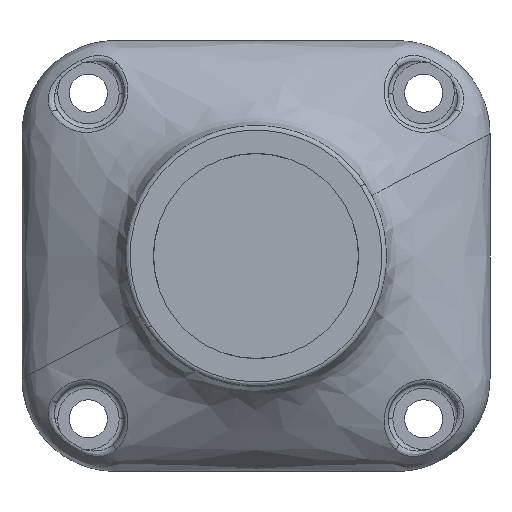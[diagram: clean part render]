
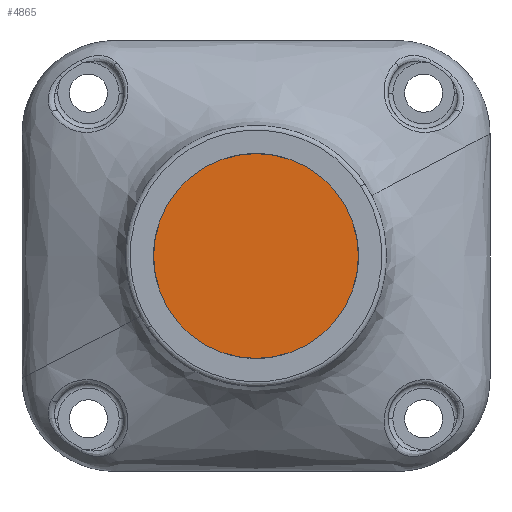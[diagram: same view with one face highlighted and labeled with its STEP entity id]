
A CAD part, front view. The second image highlights one B-rep face of the part: STEP entity #4865.
In plain terms, the highlighted planar face has unit normal (0, -1, 0).
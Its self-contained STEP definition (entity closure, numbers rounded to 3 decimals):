
#203 = DIRECTION ( 'NONE',  ( -1., 0., 0. ) ) ;
#981 = EDGE_LOOP ( 'NONE', ( #3944, #4473 ) ) ;
#1058 = CARTESIAN_POINT ( 'NONE',  ( 18.805, -37.038, 80.026 ) ) ;
#1082 = FACE_OUTER_BOUND ( 'NONE', #981, .T. ) ;
#1545 = PLANE ( 'NONE',  #5144 ) ;
#1580 = VERTEX_POINT ( 'NONE', #5436 ) ;
#1694 = AXIS2_PLACEMENT_3D ( 'NONE', #3187, #6019, #4236 ) ;
#2382 = CARTESIAN_POINT ( 'NONE',  ( 18.805, -37.038, 69.026 ) ) ;
#2409 = EDGE_CURVE ( 'NONE', #4301, #1580, #2651, .T. ) ;
#2651 = CIRCLE ( 'NONE', #5019, 11. ) ;
#3033 = DIRECTION ( 'NONE',  ( 0., -1., 0. ) ) ;
#3187 = CARTESIAN_POINT ( 'NONE',  ( 18.805, -37.038, 69.026 ) ) ;
#3405 = DIRECTION ( 'NONE',  ( 0., 1., 0. ) ) ;
#3503 = EDGE_CURVE ( 'NONE', #1580, #4301, #4364, .T. ) ;
#3944 = ORIENTED_EDGE ( 'NONE', *, *, #2409, .F. ) ;
#4236 = DIRECTION ( 'NONE',  ( 0., 0., 1. ) ) ;
#4301 = VERTEX_POINT ( 'NONE', #1058 ) ;
#4364 = CIRCLE ( 'NONE', #1694, 11. ) ;
#4473 = ORIENTED_EDGE ( 'NONE', *, *, #3503, .F. ) ;
#4508 = DIRECTION ( 'NONE',  ( 0., 0., 1. ) ) ;
#4865 = ADVANCED_FACE ( 'NONE', ( #1082 ), #1545, .T. ) ;
#5019 = AXIS2_PLACEMENT_3D ( 'NONE', #2382, #3405, #4508 ) ;
#5144 = AXIS2_PLACEMENT_3D ( 'NONE', #5488, #3033, #203 ) ;
#5436 = CARTESIAN_POINT ( 'NONE',  ( 18.805, -37.038, 58.026 ) ) ;
#5488 = CARTESIAN_POINT ( 'NONE',  ( 29.805, -37.038, 69.026 ) ) ;
#6019 = DIRECTION ( 'NONE',  ( 0., 1., 0. ) ) ;
